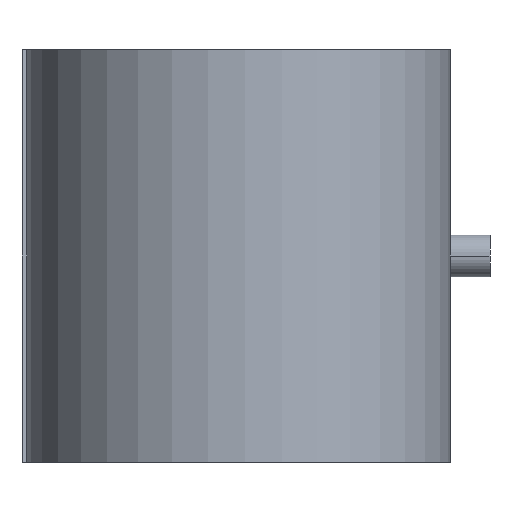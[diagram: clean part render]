
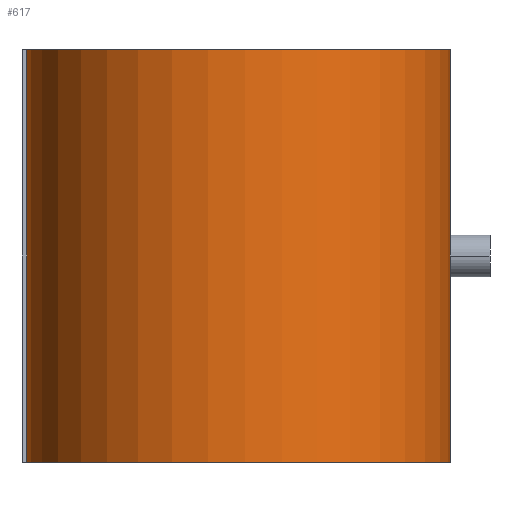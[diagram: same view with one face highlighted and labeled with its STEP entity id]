
A CAD part, front view. The second image highlights one B-rep face of the part: STEP entity #617.
In plain terms, the highlighted cylindrical face has radius 161.767 mm (diameter 323.533 mm), a partial arc.
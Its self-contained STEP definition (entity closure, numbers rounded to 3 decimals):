
#327 = EDGE_CURVE( '', #607, #463, #788, .T. );
#333 = VERTEX_POINT( '', #794 );
#377 = EDGE_CURVE( '', #333, #665, #845, .T. );
#463 = VERTEX_POINT( '', #943 );
#607 = VERTEX_POINT( '', #1105 );
#617 = ADVANCED_FACE( '', ( #1115 ), #1116, .T. );
#639 = EDGE_CURVE( '', #333, #463, #1139, .T. );
#641 = EDGE_CURVE( '', #665, #607, #1141, .T. );
#665 = VERTEX_POINT( '', #1166 );
#788 = LINE( '', #1441, #1442 );
#794 = CARTESIAN_POINT( '', ( -161.695, -4.8, 157.5 ) );
#845 = LINE( '', #1514, #1515 );
#943 = CARTESIAN_POINT( '', ( 161.695, 4.8, 157.5 ) );
#1105 = CARTESIAN_POINT( '', ( 161.695, 4.8, -157.5 ) );
#1115 = FACE_OUTER_BOUND( '', #2182, .T. );
#1116 = CYLINDRICAL_SURFACE( '', #2183, 161.767 );
#1139 = CIRCLE( '', #2246, 161.767 );
#1141 = CIRCLE( '', #2249, 161.767 );
#1166 = CARTESIAN_POINT( '', ( -161.695, -4.8, -157.5 ) );
#1441 = CARTESIAN_POINT( '', ( 161.695, 4.8, 157.5 ) );
#1442 = VECTOR( '', #2403, 1. );
#1514 = CARTESIAN_POINT( '', ( -161.695, -4.8, 157.5 ) );
#1515 = VECTOR( '', #2470, 1. );
#2182 = EDGE_LOOP( '', ( #2791, #2792, #2793, #2794 ) );
#2183 = AXIS2_PLACEMENT_3D( '', #2795, #2796, #2797 );
#2246 = AXIS2_PLACEMENT_3D( '', #2819, #2820, #2821 );
#2249 = AXIS2_PLACEMENT_3D( '', #2822, #2823, #2824 );
#2403 = DIRECTION( '', ( 0., 0., 1. ) );
#2470 = DIRECTION( '', ( 0., 0., -1. ) );
#2791 = ORIENTED_EDGE( '', *, *, #327, .T. );
#2792 = ORIENTED_EDGE( '', *, *, #639, .F. );
#2793 = ORIENTED_EDGE( '', *, *, #377, .T. );
#2794 = ORIENTED_EDGE( '', *, *, #641, .T. );
#2795 = CARTESIAN_POINT( '', ( 0., 0., 157.5 ) );
#2796 = DIRECTION( '', ( 0., 0., 1. ) );
#2797 = DIRECTION( '', ( -1., -0.03, 0. ) );
#2819 = CARTESIAN_POINT( '', ( 0., 0., 157.5 ) );
#2820 = DIRECTION( '', ( 0., 0., 1. ) );
#2821 = DIRECTION( '', ( -1., -0.03, 0. ) );
#2822 = CARTESIAN_POINT( '', ( 0., 0., -157.5 ) );
#2823 = DIRECTION( '', ( 0., 0., 1. ) );
#2824 = DIRECTION( '', ( -1., -0.03, 0. ) );
